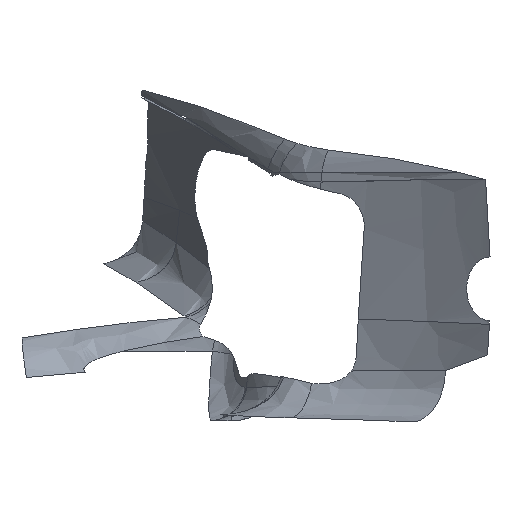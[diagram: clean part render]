
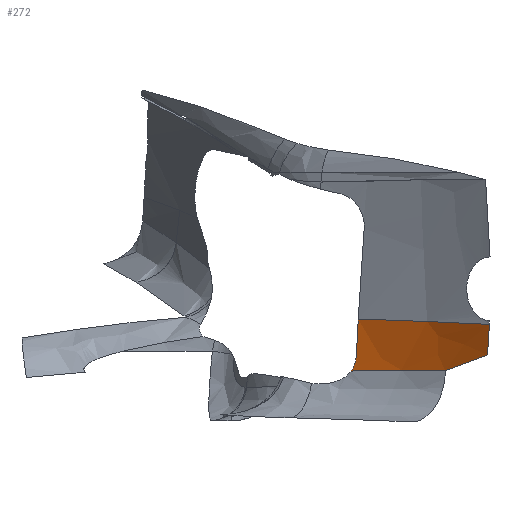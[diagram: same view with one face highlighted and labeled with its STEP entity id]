
A CAD part, front view. The second image highlights one B-rep face of the part: STEP entity #272.
In plain terms, the highlighted free-form (B-spline) face has degree [5, 5] with [6, 6] control points.
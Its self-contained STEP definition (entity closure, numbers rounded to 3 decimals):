
#166=CARTESIAN_POINT('Control Point',(118.151,-418.555,310.243)) ;
#167=CARTESIAN_POINT('Control Point',(125.342,-422.769,313.57)) ;
#168=CARTESIAN_POINT('Control Point',(132.235,-427.45,316.95)) ;
#169=CARTESIAN_POINT('Control Point',(138.794,-432.576,320.365)) ;
#170=CARTESIAN_POINT('Control Point',(144.984,-438.122,323.797)) ;
#171=CARTESIAN_POINT('Control Point',(150.776,-444.056,327.23)) ;
#172=CARTESIAN_POINT('Control Point',(118.122,-418.858,306.556)) ;
#173=CARTESIAN_POINT('Control Point',(125.365,-423.002,309.623)) ;
#174=CARTESIAN_POINT('Control Point',(132.306,-427.636,312.743)) ;
#175=CARTESIAN_POINT('Control Point',(138.904,-432.735,315.899)) ;
#176=CARTESIAN_POINT('Control Point',(145.121,-438.271,319.073)) ;
#177=CARTESIAN_POINT('Control Point',(150.926,-444.21,322.247)) ;
#178=CARTESIAN_POINT('Control Point',(118.093,-419.137,302.856)) ;
#179=CARTESIAN_POINT('Control Point',(125.364,-423.191,305.668)) ;
#180=CARTESIAN_POINT('Control Point',(132.329,-427.757,308.535)) ;
#181=CARTESIAN_POINT('Control Point',(138.943,-432.809,311.437)) ;
#182=CARTESIAN_POINT('Control Point',(145.164,-438.316,314.358)) ;
#183=CARTESIAN_POINT('Control Point',(150.957,-444.241,317.279)) ;
#184=CARTESIAN_POINT('Control Point',(118.069,-419.394,299.147)) ;
#185=CARTESIAN_POINT('Control Point',(125.342,-423.335,301.711)) ;
#186=CARTESIAN_POINT('Control Point',(132.305,-427.811,304.329)) ;
#187=CARTESIAN_POINT('Control Point',(138.909,-432.795,306.984)) ;
#188=CARTESIAN_POINT('Control Point',(145.108,-438.253,309.657)) ;
#189=CARTESIAN_POINT('Control Point',(150.862,-444.145,312.33)) ;
#190=CARTESIAN_POINT('Control Point',(118.058,-419.63,295.429)) ;
#191=CARTESIAN_POINT('Control Point',(125.302,-423.432,297.749)) ;
#192=CARTESIAN_POINT('Control Point',(132.233,-427.794,300.124)) ;
#193=CARTESIAN_POINT('Control Point',(138.797,-432.687,302.537)) ;
#194=CARTESIAN_POINT('Control Point',(144.944,-438.073,304.968)) ;
#195=CARTESIAN_POINT('Control Point',(150.63,-443.907,307.4)) ;
#196=CARTESIAN_POINT('Control Point',(118.076,-419.844,291.71)) ;
#197=CARTESIAN_POINT('Control Point',(125.25,-423.48,293.794)) ;
#198=CARTESIAN_POINT('Control Point',(132.113,-427.7,295.933)) ;
#199=CARTESIAN_POINT('Control Point',(138.601,-432.474,298.11)) ;
#200=CARTESIAN_POINT('Control Point',(144.661,-437.76,300.305)) ;
#201=CARTESIAN_POINT('Control Point',(150.244,-443.509,302.501)) ;
#203=CARTESIAN_POINT('Control Point',(119.296,-419.866,302.355)) ;
#204=CARTESIAN_POINT('Control Point',(119.28,-419.88,302.003)) ;
#205=CARTESIAN_POINT('Control Point',(119.24,-419.881,301.645)) ;
#206=CARTESIAN_POINT('Control Point',(119.179,-419.869,301.282)) ;
#207=CARTESIAN_POINT('Control Point',(119.045,-419.829,300.715)) ;
#208=CARTESIAN_POINT('Control Point',(118.85,-419.753,300.166)) ;
#209=CARTESIAN_POINT('Control Point',(118.772,-419.721,299.97)) ;
#210=CARTESIAN_POINT('Control Point',(118.601,-419.648,299.59)) ;
#211=CARTESIAN_POINT('Control Point',(118.405,-419.561,299.228)) ;
#212=CARTESIAN_POINT('Control Point',(118.3,-419.513,299.051)) ;
#213=CARTESIAN_POINT('Control Point',(118.191,-419.463,298.88)) ;
#214=CARTESIAN_POINT('Control Point',(118.076,-419.41,298.715)) ;
#215=CARTESIAN_POINT('Vertex',(119.296,-419.866,302.355)) ;
#217=CARTESIAN_POINT('Vertex',(118.076,-419.41,298.715)) ;
#221=CARTESIAN_POINT('Control Point',(119.296,-419.866,302.355)) ;
#222=CARTESIAN_POINT('Control Point',(119.431,-419.75,305.223)) ;
#223=CARTESIAN_POINT('Control Point',(119.585,-419.629,308.099)) ;
#224=CARTESIAN_POINT('Control Point',(119.751,-419.506,310.987)) ;
#225=CARTESIAN_POINT('Vertex',(119.751,-419.506,310.987)) ;
#229=CARTESIAN_POINT('Control Point',(119.751,-419.506,310.987)) ;
#230=CARTESIAN_POINT('Control Point',(127.993,-424.796,310.71)) ;
#231=CARTESIAN_POINT('Control Point',(136.217,-430.587,310.407)) ;
#232=CARTESIAN_POINT('Control Point',(143.874,-436.978,310.072)) ;
#233=CARTESIAN_POINT('Control Point',(150.682,-443.959,309.706)) ;
#234=CARTESIAN_POINT('Vertex',(150.682,-443.959,309.706)) ;
#238=CARTESIAN_POINT('Control Point',(150.682,-443.959,309.706)) ;
#239=CARTESIAN_POINT('Control Point',(150.619,-443.895,308.26)) ;
#240=CARTESIAN_POINT('Control Point',(150.544,-443.818,306.817)) ;
#241=CARTESIAN_POINT('Control Point',(150.457,-443.729,305.376)) ;
#242=CARTESIAN_POINT('Control Point',(150.357,-443.626,303.937)) ;
#243=CARTESIAN_POINT('Control Point',(150.244,-443.509,302.501)) ;
#244=CARTESIAN_POINT('Vertex',(150.244,-443.509,302.501)) ;
#248=CARTESIAN_POINT('Control Point',(140.311,-434.364,298.808)) ;
#249=CARTESIAN_POINT('Control Point',(142.398,-436.08,299.544)) ;
#250=CARTESIAN_POINT('Control Point',(144.437,-437.855,300.281)) ;
#251=CARTESIAN_POINT('Control Point',(146.426,-439.686,301.021)) ;
#252=CARTESIAN_POINT('Control Point',(148.362,-441.571,301.761)) ;
#253=CARTESIAN_POINT('Control Point',(150.244,-443.509,302.501)) ;
#254=CARTESIAN_POINT('Vertex',(140.311,-434.364,298.808)) ;
#258=CARTESIAN_POINT('Control Point',(118.076,-419.41,298.715)) ;
#259=CARTESIAN_POINT('Control Point',(124.04,-422.757,298.906)) ;
#260=CARTESIAN_POINT('Control Point',(129.8,-426.354,298.99)) ;
#261=CARTESIAN_POINT('Control Point',(135.255,-430.227,298.962)) ;
#262=CARTESIAN_POINT('Control Point',(140.311,-434.364,298.808)) ;
#265=ORIENTED_EDGE('',*,*,#219,.F.) ;
#266=ORIENTED_EDGE('',*,*,#227,.T.) ;
#267=ORIENTED_EDGE('',*,*,#236,.T.) ;
#268=ORIENTED_EDGE('',*,*,#246,.F.) ;
#269=ORIENTED_EDGE('',*,*,#256,.F.) ;
#270=ORIENTED_EDGE('',*,*,#263,.T.) ;
#272=ADVANCED_FACE('Superficie.3743',(#271),#165,.F.) ;
#202=B_SPLINE_CURVE_WITH_KNOTS('',5,(#203,#204,#205,#206,#207,#208,#209,#210,#211,#212,#213,#214),.UNSPECIFIED.,.F.,.U.,(6,3,3,6),(0.,2.635,4.159,5.684),.UNSPECIFIED.) ;
#220=B_SPLINE_CURVE_WITH_KNOTS('',3,(#221,#222,#223,#224),.UNSPECIFIED.,.F.,.U.,(4,4),(0.,13.068),.UNSPECIFIED.) ;
#228=B_SPLINE_CURVE_WITH_KNOTS('',4,(#229,#230,#231,#232,#233),.UNSPECIFIED.,.F.,.U.,(5,5),(0.,59.436),.UNSPECIFIED.) ;
#237=B_SPLINE_CURVE_WITH_KNOTS('',5,(#238,#239,#240,#241,#242,#243),.UNSPECIFIED.,.F.,.U.,(6,6),(1076.269,1082.619),.UNSPECIFIED.) ;
#247=B_SPLINE_CURVE_WITH_KNOTS('',5,(#248,#249,#250,#251,#252,#253),.UNSPECIFIED.,.F.,.U.,(6,6),(76.903,91.57),.UNSPECIFIED.) ;
#257=B_SPLINE_CURVE_WITH_KNOTS('',4,(#258,#259,#260,#261,#262),.UNSPECIFIED.,.F.,.U.,(5,5),(0.,40.248),.UNSPECIFIED.) ;
#165=B_SPLINE_SURFACE_WITH_KNOTS('',5,5,((#166,#167,#168,#169,#170,#171),(#172,#173,#174,#175,#176,#177),(#178,#179,#180,#181,#182,#183),(#184,#185,#186,#187,#188,#189),(#190,#191,#192,#193,#194,#195),(#196,#197,#198,#199,#200,#201)),.UNSPECIFIED.,.F.,.F.,.U.,(6,6),(6,6),(1060.957,1082.619),(48.062,91.57),.UNSPECIFIED.) ;
#219=EDGE_CURVE('',#216,#218,#202,.T.) ;
#227=EDGE_CURVE('',#216,#226,#220,.T.) ;
#236=EDGE_CURVE('',#226,#235,#228,.T.) ;
#246=EDGE_CURVE('',#245,#235,#237,.F.) ;
#256=EDGE_CURVE('',#255,#245,#247,.T.) ;
#263=EDGE_CURVE('',#255,#218,#257,.F.) ;
#264=EDGE_LOOP('',(#265,#266,#267,#268,#269,#270)) ;
#271=FACE_OUTER_BOUND('',#264,.T.) ;
#216=VERTEX_POINT('',#215) ;
#218=VERTEX_POINT('',#217) ;
#226=VERTEX_POINT('',#225) ;
#235=VERTEX_POINT('',#234) ;
#245=VERTEX_POINT('',#244) ;
#255=VERTEX_POINT('',#254) ;
